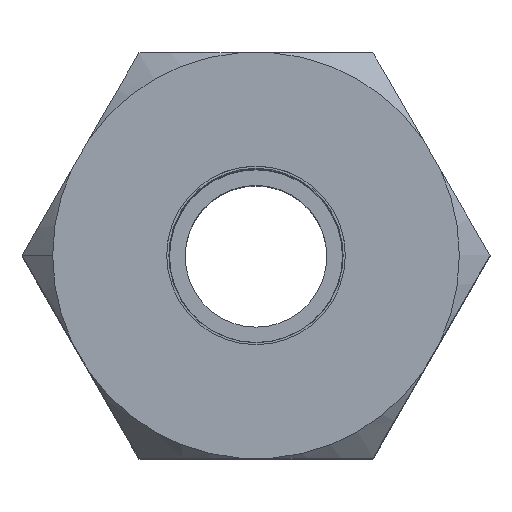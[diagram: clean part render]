
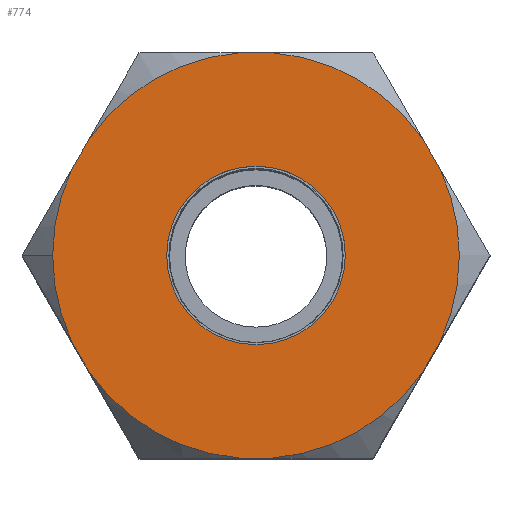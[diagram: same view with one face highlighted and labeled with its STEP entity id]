
A CAD part, top view. The second image highlights one B-rep face of the part: STEP entity #774.
In plain terms, the highlighted planar face has unit normal (0, 0, 1).
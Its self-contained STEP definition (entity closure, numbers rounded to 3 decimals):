
#631 = VERTEX_POINT ( 'NONE', #2139 ) ;
#638 = EDGE_CURVE ( 'NONE', #631, #639, #2149, .T. ) ;
#639 = VERTEX_POINT ( 'NONE', #2134 ) ;
#645 = EDGE_CURVE ( 'NONE', #646, #647, #2224, .T. ) ;
#646 = VERTEX_POINT ( 'NONE', #2179 ) ;
#647 = VERTEX_POINT ( 'NONE', #2178 ) ;
#691 = EDGE_CURVE ( 'NONE', #692, #693, #2314, .T. ) ;
#692 = VERTEX_POINT ( 'NONE', #2315 ) ;
#693 = VERTEX_POINT ( 'NONE', #2258 ) ;
#708 = VERTEX_POINT ( 'NONE', #2269 ) ;
#739 = EDGE_CURVE ( 'NONE', #781, #692, #2426, .T. ) ;
#769 = EDGE_CURVE ( 'NONE', #2766, #2784, #2484, .T. ) ;
#770 = ORIENTED_EDGE ( 'NONE', *, *, #2764, .T. ) ;
#771 = ORIENTED_EDGE ( 'NONE', *, *, #645, .T. ) ;
#772 = EDGE_LOOP ( 'NONE', ( #807, #789 ) ) ;
#773 = EDGE_CURVE ( 'NONE', #693, #708, #2460, .T. ) ;
#774 = ADVANCED_FACE ( 'NONE', ( #2501, #2462 ), #2469, .F. ) ;
#776 = EDGE_CURVE ( 'NONE', #647, #2762, #2476, .T. ) ;
#778 = ORIENTED_EDGE ( 'NONE', *, *, #2798, .T. ) ;
#779 = ORIENTED_EDGE ( 'NONE', *, *, #846, .T. ) ;
#780 = EDGE_CURVE ( 'NONE', #639, #631, #2524, .T. ) ;
#781 = VERTEX_POINT ( 'NONE', #2472 ) ;
#782 = EDGE_LOOP ( 'NONE', ( #790, #843, #791, #841, #792, #793, #778, #779, #847, #848, #770, #771, #844 ) ) ;
#789 = ORIENTED_EDGE ( 'NONE', *, *, #638, .F. ) ;
#790 = ORIENTED_EDGE ( 'NONE', *, *, #845, .T. ) ;
#791 = ORIENTED_EDGE ( 'NONE', *, *, #691, .T. ) ;
#792 = ORIENTED_EDGE ( 'NONE', *, *, #2794, .T. ) ;
#793 = ORIENTED_EDGE ( 'NONE', *, *, #806, .T. ) ;
#806 = EDGE_CURVE ( 'NONE', #2778, #2799, #2517, .T. ) ;
#807 = ORIENTED_EDGE ( 'NONE', *, *, #780, .F. ) ;
#841 = ORIENTED_EDGE ( 'NONE', *, *, #773, .T. ) ;
#843 = ORIENTED_EDGE ( 'NONE', *, *, #739, .T. ) ;
#844 = ORIENTED_EDGE ( 'NONE', *, *, #776, .T. ) ;
#845 = EDGE_CURVE ( 'NONE', #2762, #781, #2441, .T. ) ;
#846 = EDGE_CURVE ( 'NONE', #2787, #2770, #2589, .T. ) ;
#847 = ORIENTED_EDGE ( 'NONE', *, *, #2768, .T. ) ;
#848 = ORIENTED_EDGE ( 'NONE', *, *, #769, .T. ) ;
#2006 = DIRECTION ( 'NONE',  ( 0., 0., 1. ) ) ;
#2017 = DIRECTION ( 'NONE',  ( 1., 0., 0. ) ) ;
#2134 = CARTESIAN_POINT ( 'NONE',  ( 3.15, 0., 19.25 ) ) ;
#2135 = DIRECTION ( 'NONE',  ( 1., 0., 0. ) ) ;
#2136 = DIRECTION ( 'NONE',  ( 0., 0., 1. ) ) ;
#2139 = CARTESIAN_POINT ( 'NONE',  ( -3.15, 0., 19.25 ) ) ;
#2147 = CARTESIAN_POINT ( 'NONE',  ( 0., 0., 19.25 ) ) ;
#2148 = AXIS2_PLACEMENT_3D ( 'NONE', #2147, #2136, #2135 ) ;
#2149 = CIRCLE ( 'NONE', #2148, 3.15 ) ;
#2176 = DIRECTION ( 'NONE',  ( 1., 0., 0. ) ) ;
#2177 = DIRECTION ( 'NONE',  ( 0., 0., 1. ) ) ;
#2178 = CARTESIAN_POINT ( 'NONE',  ( -6.486, -3.066, 19.25 ) ) ;
#2179 = CARTESIAN_POINT ( 'NONE',  ( -7.174, 0., 19.25 ) ) ;
#2223 = AXIS2_PLACEMENT_3D ( 'NONE', #2227, #2177, #2176 ) ;
#2224 = CIRCLE ( 'NONE', #2223, 7.174 ) ;
#2227 = CARTESIAN_POINT ( 'NONE',  ( 0., 0., 19.25 ) ) ;
#2258 = CARTESIAN_POINT ( 'NONE',  ( 5.898, -4.084, 19.25 ) ) ;
#2259 = DIRECTION ( 'NONE',  ( 1., 0., 0. ) ) ;
#2260 = DIRECTION ( 'NONE',  ( 0., 0., 1. ) ) ;
#2261 = AXIS2_PLACEMENT_3D ( 'NONE', #2263, #2260, #2259 ) ;
#2263 = CARTESIAN_POINT ( 'NONE',  ( 0., 0., 19.25 ) ) ;
#2269 = CARTESIAN_POINT ( 'NONE',  ( 6.486, -3.066, 19.25 ) ) ;
#2314 = CIRCLE ( 'NONE', #2261, 7.174 ) ;
#2315 = CARTESIAN_POINT ( 'NONE',  ( 0.587, -7.15, 19.25 ) ) ;
#2423 = DIRECTION ( 'NONE',  ( 1., 0., 0. ) ) ;
#2424 = VECTOR ( 'NONE', #2423, 1000. ) ;
#2425 = CARTESIAN_POINT ( 'NONE',  ( -4.128, -7.15, 19.25 ) ) ;
#2426 = LINE ( 'NONE', #2425, #2424 ) ;
#2436 = DIRECTION ( 'NONE',  ( 0., 0., -1. ) ) ;
#2437 = CARTESIAN_POINT ( 'NONE',  ( 0., 7.174, 19.25 ) ) ;
#2438 = VECTOR ( 'NONE', #2470, 1000. ) ;
#2439 = CARTESIAN_POINT ( 'NONE',  ( 0., 0., 19.25 ) ) ;
#2440 = AXIS2_PLACEMENT_3D ( 'NONE', #2439, #2006, #2017 ) ;
#2441 = CIRCLE ( 'NONE', #2440, 7.174 ) ;
#2459 = DIRECTION ( 'NONE',  ( 0.5, -0.866, 0. ) ) ;
#2460 = LINE ( 'NONE', #2513, #2483 ) ;
#2462 = FACE_OUTER_BOUND ( 'NONE', #782, .T. ) ;
#2469 = PLANE ( 'NONE',  #2475 ) ;
#2470 = DIRECTION ( 'NONE',  ( -0.5, -0.866, 0. ) ) ;
#2472 = CARTESIAN_POINT ( 'NONE',  ( -0.587, -7.15, 19.25 ) ) ;
#2473 = DIRECTION ( 'NONE',  ( 1., 0., 0. ) ) ;
#2475 = AXIS2_PLACEMENT_3D ( 'NONE', #2437, #2436, #2477 ) ;
#2476 = LINE ( 'NONE', #2503, #2502 ) ;
#2477 = DIRECTION ( 'NONE',  ( -1., 0., 0. ) ) ;
#2479 = CARTESIAN_POINT ( 'NONE',  ( 0., 0., 19.25 ) ) ;
#2483 = VECTOR ( 'NONE', #2512, 1000. ) ;
#2484 = LINE ( 'NONE', #2525, #2438 ) ;
#2501 = FACE_BOUND ( 'NONE', #772, .T. ) ;
#2502 = VECTOR ( 'NONE', #2459, 1000. ) ;
#2503 = CARTESIAN_POINT ( 'NONE',  ( -8.256, 0., 19.25 ) ) ;
#2512 = DIRECTION ( 'NONE',  ( 0.5, 0.866, 0. ) ) ;
#2513 = CARTESIAN_POINT ( 'NONE',  ( 4.128, -7.15, 19.25 ) ) ;
#2514 = DIRECTION ( 'NONE',  ( -0.5, 0.866, 0. ) ) ;
#2515 = VECTOR ( 'NONE', #2514, 1000. ) ;
#2516 = CARTESIAN_POINT ( 'NONE',  ( 8.256, 0., 19.25 ) ) ;
#2517 = LINE ( 'NONE', #2516, #2515 ) ;
#2522 = DIRECTION ( 'NONE',  ( 0., 0., 1. ) ) ;
#2523 = AXIS2_PLACEMENT_3D ( 'NONE', #2479, #2522, #2473 ) ;
#2524 = CIRCLE ( 'NONE', #2523, 3.15 ) ;
#2525 = CARTESIAN_POINT ( 'NONE',  ( -4.128, 7.15, 19.25 ) ) ;
#2580 = CARTESIAN_POINT ( 'NONE',  ( 4.128, 7.15, 19.25 ) ) ;
#2589 = LINE ( 'NONE', #2580, #2612 ) ;
#2596 = DIRECTION ( 'NONE',  ( -1., 0., 0. ) ) ;
#2612 = VECTOR ( 'NONE', #2596, 1000. ) ;
#2762 = VERTEX_POINT ( 'NONE', #3434 ) ;
#2764 = EDGE_CURVE ( 'NONE', #2784, #646, #3444, .T. ) ;
#2766 = VERTEX_POINT ( 'NONE', #2881 ) ;
#2768 = EDGE_CURVE ( 'NONE', #2770, #2766, #2831, .T. ) ;
#2770 = VERTEX_POINT ( 'NONE', #2874 ) ;
#2778 = VERTEX_POINT ( 'NONE', #2815 ) ;
#2784 = VERTEX_POINT ( 'NONE', #2844 ) ;
#2787 = VERTEX_POINT ( 'NONE', #2880 ) ;
#2794 = EDGE_CURVE ( 'NONE', #708, #2778, #2908, .T. ) ;
#2798 = EDGE_CURVE ( 'NONE', #2799, #2787, #2964, .T. ) ;
#2799 = VERTEX_POINT ( 'NONE', #2965 ) ;
#2815 = CARTESIAN_POINT ( 'NONE',  ( 6.486, 3.066, 19.25 ) ) ;
#2831 = CIRCLE ( 'NONE', #2840, 7.174 ) ;
#2840 = AXIS2_PLACEMENT_3D ( 'NONE', #2896, #2895, #2864 ) ;
#2844 = CARTESIAN_POINT ( 'NONE',  ( -6.486, 3.066, 19.25 ) ) ;
#2864 = DIRECTION ( 'NONE',  ( 1., 0., 0. ) ) ;
#2874 = CARTESIAN_POINT ( 'NONE',  ( -0.587, 7.15, 19.25 ) ) ;
#2880 = CARTESIAN_POINT ( 'NONE',  ( 0.587, 7.15, 19.25 ) ) ;
#2881 = CARTESIAN_POINT ( 'NONE',  ( -5.898, 4.084, 19.25 ) ) ;
#2895 = DIRECTION ( 'NONE',  ( 0., 0., 1. ) ) ;
#2896 = CARTESIAN_POINT ( 'NONE',  ( 0., 0., 19.25 ) ) ;
#2903 = CARTESIAN_POINT ( 'NONE',  ( 0., 0., 19.25 ) ) ;
#2908 = CIRCLE ( 'NONE', #2931, 7.174 ) ;
#2918 = DIRECTION ( 'NONE',  ( 1., 0., 0. ) ) ;
#2919 = DIRECTION ( 'NONE',  ( 0., 0., 1. ) ) ;
#2931 = AXIS2_PLACEMENT_3D ( 'NONE', #2903, #2941, #2940 ) ;
#2940 = DIRECTION ( 'NONE',  ( 1., 0., 0. ) ) ;
#2941 = DIRECTION ( 'NONE',  ( 0., 0., 1. ) ) ;
#2947 = CARTESIAN_POINT ( 'NONE',  ( 0., 0., 19.25 ) ) ;
#2963 = AXIS2_PLACEMENT_3D ( 'NONE', #2947, #2919, #2918 ) ;
#2964 = CIRCLE ( 'NONE', #2963, 7.174 ) ;
#2965 = CARTESIAN_POINT ( 'NONE',  ( 5.898, 4.084, 19.25 ) ) ;
#3419 = DIRECTION ( 'NONE',  ( 1., 0., 0. ) ) ;
#3420 = DIRECTION ( 'NONE',  ( 0., 0., 1. ) ) ;
#3421 = CARTESIAN_POINT ( 'NONE',  ( 0., 0., 19.25 ) ) ;
#3422 = AXIS2_PLACEMENT_3D ( 'NONE', #3421, #3420, #3419 ) ;
#3434 = CARTESIAN_POINT ( 'NONE',  ( -5.898, -4.084, 19.25 ) ) ;
#3444 = CIRCLE ( 'NONE', #3422, 7.174 ) ;
